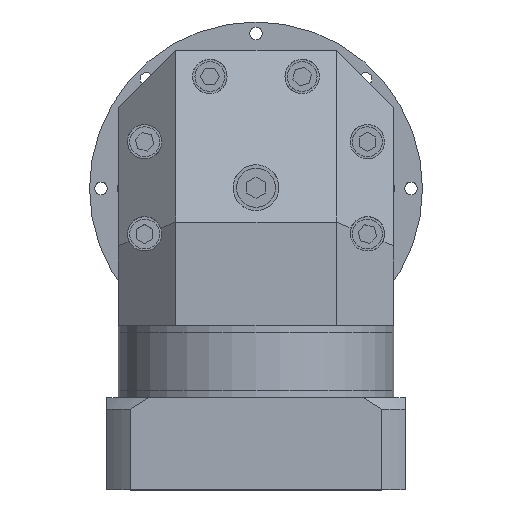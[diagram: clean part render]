
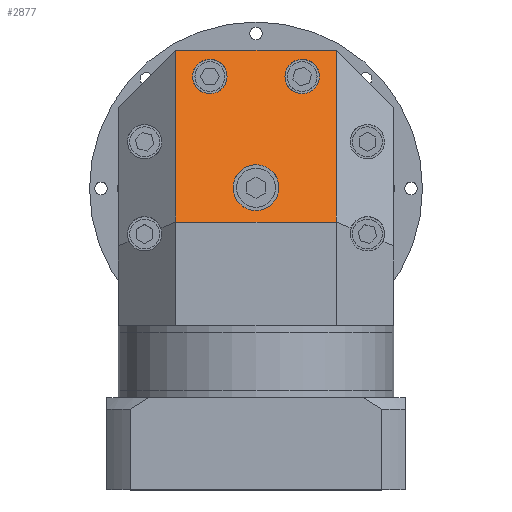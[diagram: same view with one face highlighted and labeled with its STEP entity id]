
A CAD part, top view. The second image highlights one B-rep face of the part: STEP entity #2877.
In plain terms, the highlighted planar face has unit normal (0, 0.707, 0.707).
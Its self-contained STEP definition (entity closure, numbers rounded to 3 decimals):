
#9 = VECTOR ( 'NONE', #11591, 1000. ) ;
#70 = CARTESIAN_POINT ( 'NONE',  ( 12.591, 63.504, -18.504 ) ) ;
#131 = CARTESIAN_POINT ( 'NONE',  ( 10., 0., 45. ) ) ;
#499 = VERTEX_POINT ( 'NONE', #10103 ) ;
#718 = CARTESIAN_POINT ( 'NONE',  ( -10., -20., 65. ) ) ;
#745 =( BOUNDED_CURVE ( )  B_SPLINE_CURVE ( 3, ( #8114, #1718, #7232, #1800 ),
 .UNSPECIFIED., .F., .T. ) 
 B_SPLINE_CURVE_WITH_KNOTS ( ( 4, 4 ),
 ( 1.571, 4.712 ),
 .UNSPECIFIED. ) 
 CURVE ( )  GEOMETRIC_REPRESENTATION_ITEM ( )  RATIONAL_B_SPLINE_CURVE ( ( 1., 0.333, 0.333, 1. ) ) 
 REPRESENTATION_ITEM ( '' )  );
#795 = LINE ( 'NONE', #1637, #5605 ) ;
#829 =( BOUNDED_CURVE ( )  B_SPLINE_CURVE ( 3, ( #4957, #11338, #8607, #11388 ),
 .UNSPECIFIED., .F., .F. ) 
 B_SPLINE_CURVE_WITH_KNOTS ( ( 4, 4 ),
 ( 4.712, 7.854 ),
 .UNSPECIFIED. ) 
 CURVE ( )  GEOMETRIC_REPRESENTATION_ITEM ( )  RATIONAL_B_SPLINE_CURVE ( ( 1., 0.333, 0.333, 1. ) ) 
 REPRESENTATION_ITEM ( '' )  );
#839 = ORIENTED_EDGE ( 'NONE', *, *, #11287, .F. ) ;
#910 = VECTOR ( 'NONE', #8258, 1000. ) ;
#1046 = LINE ( 'NONE', #11094, #5554 ) ;
#1071 = CARTESIAN_POINT ( 'NONE',  ( -10., 0., 45. ) ) ;
#1637 = CARTESIAN_POINT ( 'NONE',  ( 35., -15., 60. ) ) ;
#1641 = CARTESIAN_POINT ( 'NONE',  ( 10., 0., 45. ) ) ;
#1718 = CARTESIAN_POINT ( 'NONE',  ( -12.591, 63.504, -18.504 ) ) ;
#1800 = CARTESIAN_POINT ( 'NONE',  ( -27.591, 48.504, -3.504 ) ) ;
#1857 = ORIENTED_EDGE ( 'NONE', *, *, #6761, .T. ) ;
#1941 = CARTESIAN_POINT ( 'NONE',  ( -10., 20., 25. ) ) ;
#2051 = CARTESIAN_POINT ( 'NONE',  ( -27.591, 48.504, -3.504 ) ) ;
#2181 = FACE_BOUND ( 'NONE', #5563, .T. ) ;
#2240 = CARTESIAN_POINT ( 'NONE',  ( 12.591, 48.504, -3.504 ) ) ;
#2407 = ORIENTED_EDGE ( 'NONE', *, *, #3313, .F. ) ;
#2452 = FACE_BOUND ( 'NONE', #6168, .T. ) ;
#2728 = LINE ( 'NONE', #7925, #9 ) ;
#2829 = ORIENTED_EDGE ( 'NONE', *, *, #3922, .F. ) ;
#2877 = ADVANCED_FACE ( 'NONE', ( #2452, #2181, #9474, #11614 ), #3534, .F. ) ;
#3313 = EDGE_CURVE ( 'NONE', #6885, #6866, #8158, .T. ) ;
#3385 = EDGE_LOOP ( 'NONE', ( #5782, #839 ) ) ;
#3534 = PLANE ( 'NONE',  #11167 ) ;
#3570 = DIRECTION ( 'NONE',  ( 0., -0.707, -0.707 ) ) ;
#3676 = CARTESIAN_POINT ( 'NONE',  ( 27.591, 63.504, -18.504 ) ) ;
#3690 = EDGE_CURVE ( 'NONE', #8691, #6866, #2728, .T. ) ;
#3922 = EDGE_CURVE ( 'NONE', #6935, #7348, #829, .T. ) ;
#4440 = CARTESIAN_POINT ( 'NONE',  ( 12.591, 48.504, -3.504 ) ) ;
#4957 = CARTESIAN_POINT ( 'NONE',  ( -27.591, 48.504, -3.504 ) ) ;
#5185 = EDGE_LOOP ( 'NONE', ( #5518, #7686, #2407, #1857 ) ) ;
#5333 = CARTESIAN_POINT ( 'NONE',  ( 35., 60., -15. ) ) ;
#5512 = EDGE_CURVE ( 'NONE', #499, #6612, #5893, .T. ) ;
#5518 = ORIENTED_EDGE ( 'NONE', *, *, #9270, .F. ) ;
#5554 = VECTOR ( 'NONE', #5570, 1000. ) ;
#5563 = EDGE_LOOP ( 'NONE', ( #8960, #2829 ) ) ;
#5570 = DIRECTION ( 'NONE',  ( 1., 0., 0. ) ) ;
#5605 = VECTOR ( 'NONE', #8921, 1000. ) ;
#5782 = ORIENTED_EDGE ( 'NONE', *, *, #8220, .F. ) ;
#5825 =( BOUNDED_CURVE ( )  B_SPLINE_CURVE ( 3, ( #131, #8295, #1941, #1071 ),
 .UNSPECIFIED., .F., .F. ) 
 B_SPLINE_CURVE_WITH_KNOTS ( ( 4, 4 ),
 ( 1.571, 4.712 ),
 .UNSPECIFIED. ) 
 CURVE ( )  GEOMETRIC_REPRESENTATION_ITEM ( )  RATIONAL_B_SPLINE_CURVE ( ( 1., 0.333, 0.333, 1. ) ) 
 REPRESENTATION_ITEM ( '' )  );
#5893 =( BOUNDED_CURVE ( )  B_SPLINE_CURVE ( 3, ( #11001, #3676, #70, #6419 ),
 .UNSPECIFIED., .F., .F. ) 
 B_SPLINE_CURVE_WITH_KNOTS ( ( 4, 4 ),
 ( 1.571, 4.712 ),
 .UNSPECIFIED. ) 
 CURVE ( )  GEOMETRIC_REPRESENTATION_ITEM ( )  RATIONAL_B_SPLINE_CURVE ( ( 1., 0.333, 0.333, 1. ) ) 
 REPRESENTATION_ITEM ( '' )  );
#6168 = EDGE_LOOP ( 'NONE', ( #10705, #6948 ) ) ;
#6258 = CARTESIAN_POINT ( 'NONE',  ( 27.591, 48.504, -3.504 ) ) ;
#6293 = CARTESIAN_POINT ( 'NONE',  ( -35., -15., 60. ) ) ;
#6310 = CARTESIAN_POINT ( 'NONE',  ( -12.591, 48.504, -3.504 ) ) ;
#6365 = EDGE_CURVE ( 'NONE', #7348, #6935, #745, .T. ) ;
#6419 = CARTESIAN_POINT ( 'NONE',  ( 12.591, 48.504, -3.504 ) ) ;
#6612 = VERTEX_POINT ( 'NONE', #2240 ) ;
#6761 = EDGE_CURVE ( 'NONE', #6885, #11366, #795, .T. ) ;
#6866 = VERTEX_POINT ( 'NONE', #6293 ) ;
#6885 = VERTEX_POINT ( 'NONE', #9379 ) ;
#6935 = VERTEX_POINT ( 'NONE', #2051 ) ;
#6948 = ORIENTED_EDGE ( 'NONE', *, *, #7295, .F. ) ;
#7062 = CARTESIAN_POINT ( 'NONE',  ( 10., -20., 65. ) ) ;
#7231 = CARTESIAN_POINT ( 'NONE',  ( -35., 60., -15. ) ) ;
#7232 = CARTESIAN_POINT ( 'NONE',  ( -27.591, 63.504, -18.504 ) ) ;
#7295 = EDGE_CURVE ( 'NONE', #6612, #499, #9512, .T. ) ;
#7348 = VERTEX_POINT ( 'NONE', #6310 ) ;
#7686 = ORIENTED_EDGE ( 'NONE', *, *, #3690, .T. ) ;
#7789 = CARTESIAN_POINT ( 'NONE',  ( 10., 0., 45. ) ) ;
#7925 = CARTESIAN_POINT ( 'NONE',  ( -35., -15., 60. ) ) ;
#8114 = CARTESIAN_POINT ( 'NONE',  ( -12.591, 48.504, -3.504 ) ) ;
#8158 = LINE ( 'NONE', #10083, #910 ) ;
#8220 = EDGE_CURVE ( 'NONE', #11787, #8252, #5825, .T. ) ;
#8252 = VERTEX_POINT ( 'NONE', #9306 ) ;
#8258 = DIRECTION ( 'NONE',  ( -1., 0., 0. ) ) ;
#8295 = CARTESIAN_POINT ( 'NONE',  ( 10., 20., 25. ) ) ;
#8607 = CARTESIAN_POINT ( 'NONE',  ( -12.591, 33.504, 11.496 ) ) ;
#8691 = VERTEX_POINT ( 'NONE', #7231 ) ;
#8921 = DIRECTION ( 'NONE',  ( 0., 0.707, -0.707 ) ) ;
#8960 = ORIENTED_EDGE ( 'NONE', *, *, #6365, .F. ) ;
#9270 = EDGE_CURVE ( 'NONE', #8691, #11366, #1046, .T. ) ;
#9306 = CARTESIAN_POINT ( 'NONE',  ( -10., 0., 45. ) ) ;
#9379 = CARTESIAN_POINT ( 'NONE',  ( 35., -15., 60. ) ) ;
#9474 = FACE_BOUND ( 'NONE', #3385, .T. ) ;
#9512 =( BOUNDED_CURVE ( )  B_SPLINE_CURVE ( 3, ( #4440, #9938, #11795, #6258 ),
 .UNSPECIFIED., .F., .F. ) 
 B_SPLINE_CURVE_WITH_KNOTS ( ( 4, 4 ),
 ( 4.712, 7.854 ),
 .UNSPECIFIED. ) 
 CURVE ( )  GEOMETRIC_REPRESENTATION_ITEM ( )  RATIONAL_B_SPLINE_CURVE ( ( 1., 0.333, 0.333, 1. ) ) 
 REPRESENTATION_ITEM ( '' )  );
#9938 = CARTESIAN_POINT ( 'NONE',  ( 12.591, 33.504, 11.496 ) ) ;
#9974 = DIRECTION ( 'NONE',  ( -1., 0., 0. ) ) ;
#10083 = CARTESIAN_POINT ( 'NONE',  ( 0., -15., 60. ) ) ;
#10103 = CARTESIAN_POINT ( 'NONE',  ( 27.591, 48.504, -3.504 ) ) ;
#10705 = ORIENTED_EDGE ( 'NONE', *, *, #5512, .F. ) ;
#10855 = CARTESIAN_POINT ( 'NONE',  ( 0., -15., 60. ) ) ;
#11001 = CARTESIAN_POINT ( 'NONE',  ( 27.591, 48.504, -3.504 ) ) ;
#11094 = CARTESIAN_POINT ( 'NONE',  ( -60., 60., -15. ) ) ;
#11167 = AXIS2_PLACEMENT_3D ( 'NONE', #10855, #3570, #9974 ) ;
#11287 = EDGE_CURVE ( 'NONE', #8252, #11787, #11386, .T. ) ;
#11338 = CARTESIAN_POINT ( 'NONE',  ( -27.591, 33.504, 11.496 ) ) ;
#11366 = VERTEX_POINT ( 'NONE', #5333 ) ;
#11386 =( BOUNDED_CURVE ( )  B_SPLINE_CURVE ( 3, ( #11672, #718, #7062, #1641 ),
 .UNSPECIFIED., .F., .F. ) 
 B_SPLINE_CURVE_WITH_KNOTS ( ( 4, 4 ),
 ( 4.712, 7.854 ),
 .UNSPECIFIED. ) 
 CURVE ( )  GEOMETRIC_REPRESENTATION_ITEM ( )  RATIONAL_B_SPLINE_CURVE ( ( 1., 0.333, 0.333, 1. ) ) 
 REPRESENTATION_ITEM ( '' )  );
#11388 = CARTESIAN_POINT ( 'NONE',  ( -12.591, 48.504, -3.504 ) ) ;
#11591 = DIRECTION ( 'NONE',  ( 0., -0.707, 0.707 ) ) ;
#11614 = FACE_OUTER_BOUND ( 'NONE', #5185, .T. ) ;
#11672 = CARTESIAN_POINT ( 'NONE',  ( -10., 0., 45. ) ) ;
#11787 = VERTEX_POINT ( 'NONE', #7789 ) ;
#11795 = CARTESIAN_POINT ( 'NONE',  ( 27.591, 33.504, 11.496 ) ) ;
